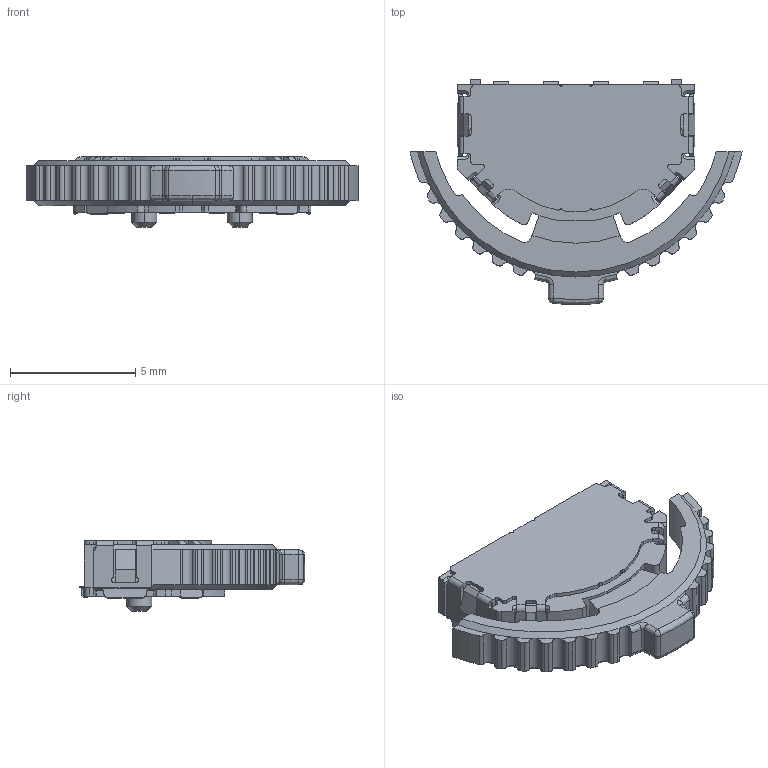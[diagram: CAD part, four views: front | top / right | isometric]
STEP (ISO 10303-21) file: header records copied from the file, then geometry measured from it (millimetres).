
FILE_DESCRIPTION (( 'STEP AP214' ), '1' );
FILE_NAME ('SLLB510100.STEP', '2024-08-14T07:28:13', ( '' ), ( '' ), 'SwSTEP 2.0', 'SolidWorks 2020', '' );
FILE_SCHEMA (( 'AUTOMOTIVE_DESIGN' ));
Length unit declared in the file: centimetre
Products named in the file (1): SLLB510100
Bounding box: 13.27 x 9 x 2.8 mm (x, y, z)
Volume: 138.1 mm3; surface area: 307.3 mm2
Topology: 1 solids, 1 shells, 582 faces, 1697 edges, 1101 vertices
Faces by surface type: plane 298, cylinder 249, bspline 19, cone 16
Entity records: 20566 total; most frequent: CARTESIAN_POINT 3990, ORIENTED_EDGE 3394, DIRECTION 3321, EDGE_CURVE 1697, AXIS2_PLACEMENT_3D 1146, VERTEX_POINT 1101, LINE 1029, VECTOR 1029
